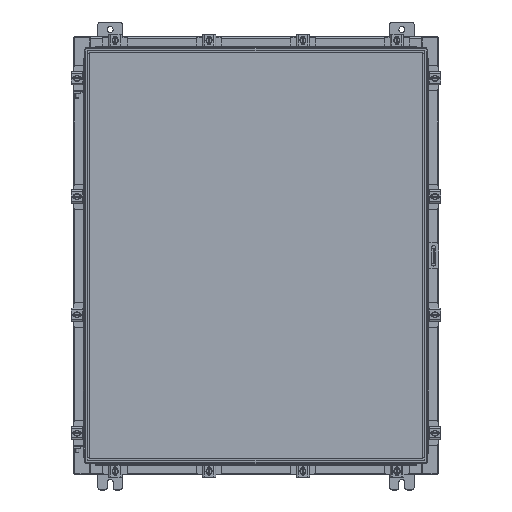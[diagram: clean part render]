
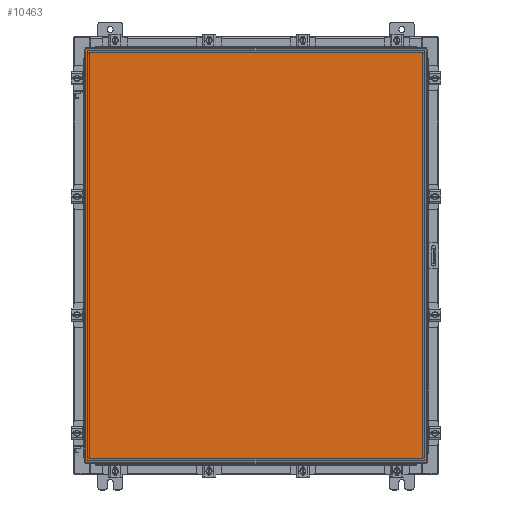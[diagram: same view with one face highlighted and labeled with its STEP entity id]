
A CAD part, top view. The second image highlights one B-rep face of the part: STEP entity #10463.
In plain terms, the highlighted planar face has unit normal (0, 0, 1).
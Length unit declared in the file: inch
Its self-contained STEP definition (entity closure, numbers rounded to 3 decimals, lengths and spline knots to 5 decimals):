
#1234 = DIRECTION ( 'NONE',  ( -1., 0., 0. ) ) ;
#1524 = LINE ( 'NONE', #24209, #11574 ) ;
#1622 = LINE ( 'NONE', #15302, #16131 ) ;
#2233 = DIRECTION ( 'NONE',  ( -1., 0., 0. ) ) ;
#2455 = LINE ( 'NONE', #9824, #3051 ) ;
#2475 = CARTESIAN_POINT ( 'NONE',  ( -13.9903, 17.0063, 0. ) ) ;
#3051 = VECTOR ( 'NONE', #2233, 39.37008 ) ;
#3269 = CARTESIAN_POINT ( 'NONE',  ( -13.9903, 17.0063, 0. ) ) ;
#4147 = VERTEX_POINT ( 'NONE', #5482 ) ;
#4312 = EDGE_CURVE ( 'NONE', #4147, #10540, #1622, .T. ) ;
#5186 = DIRECTION ( 'NONE',  ( 0., -1., 0. ) ) ;
#5482 = CARTESIAN_POINT ( 'NONE',  ( -13.9903, -17.0063, 0. ) ) ;
#5520 = ORIENTED_EDGE ( 'NONE', *, *, #15096, .T. ) ;
#6409 = EDGE_CURVE ( 'NONE', #14465, #22308, #2455, .T. ) ;
#7142 = ORIENTED_EDGE ( 'NONE', *, *, #4312, .T. ) ;
#8941 = EDGE_LOOP ( 'NONE', ( #7142, #5520, #15260, #14601 ) ) ;
#9391 = FACE_OUTER_BOUND ( 'NONE', #8941, .T. ) ;
#9824 = CARTESIAN_POINT ( 'NONE',  ( 13.9903, 17.0063, 0. ) ) ;
#10463 = ADVANCED_FACE ( 'NONE', ( #9391 ), #22009, .F. ) ;
#10540 = VERTEX_POINT ( 'NONE', #12705 ) ;
#10652 = CARTESIAN_POINT ( 'NONE',  ( 0., 0., 0. ) ) ;
#11574 = VECTOR ( 'NONE', #16347, 39.37008 ) ;
#12547 = DIRECTION ( 'NONE',  ( 0., 0., -1. ) ) ;
#12705 = CARTESIAN_POINT ( 'NONE',  ( 13.9903, -17.0063, 0. ) ) ;
#14465 = VERTEX_POINT ( 'NONE', #14714 ) ;
#14601 = ORIENTED_EDGE ( 'NONE', *, *, #23252, .T. ) ;
#14714 = CARTESIAN_POINT ( 'NONE',  ( 13.9903, 17.0063, 0. ) ) ;
#15096 = EDGE_CURVE ( 'NONE', #10540, #14465, #1524, .T. ) ;
#15260 = ORIENTED_EDGE ( 'NONE', *, *, #6409, .T. ) ;
#15302 = CARTESIAN_POINT ( 'NONE',  ( -13.9903, -17.0063, 0. ) ) ;
#16131 = VECTOR ( 'NONE', #17219, 39.37008 ) ;
#16347 = DIRECTION ( 'NONE',  ( 0., 1., 0. ) ) ;
#16616 = AXIS2_PLACEMENT_3D ( 'NONE', #10652, #12547, #1234 ) ;
#17219 = DIRECTION ( 'NONE',  ( 1., 0., 0. ) ) ;
#18585 = VECTOR ( 'NONE', #5186, 39.37008 ) ;
#22009 = PLANE ( 'NONE',  #16616 ) ;
#22308 = VERTEX_POINT ( 'NONE', #2475 ) ;
#23252 = EDGE_CURVE ( 'NONE', #22308, #4147, #24169, .T. ) ;
#24169 = LINE ( 'NONE', #3269, #18585 ) ;
#24209 = CARTESIAN_POINT ( 'NONE',  ( 13.9903, -17.0063, 0. ) ) ;
